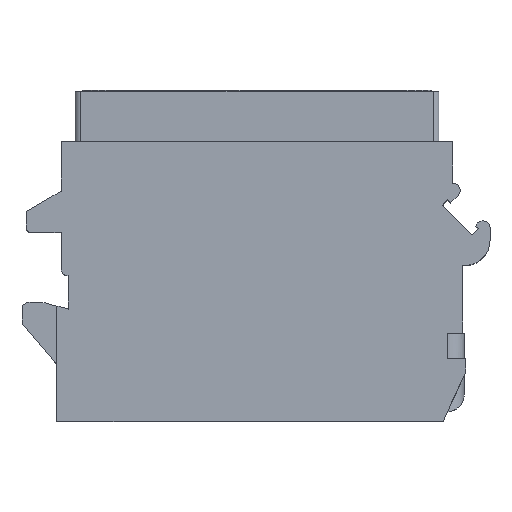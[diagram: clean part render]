
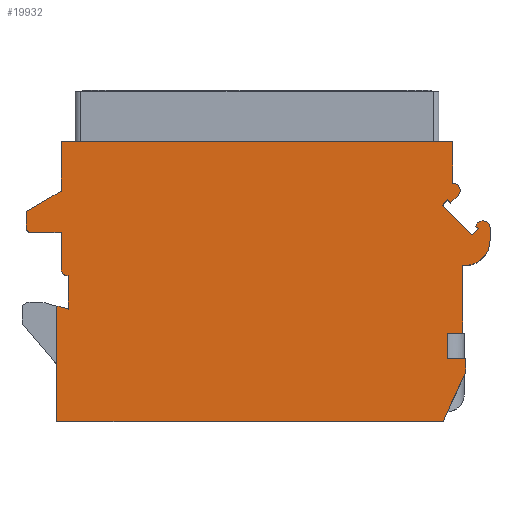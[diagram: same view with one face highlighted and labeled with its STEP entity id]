
A CAD part, top view. The second image highlights one B-rep face of the part: STEP entity #19932.
In plain terms, the highlighted planar face has unit normal (0, 0, 1).
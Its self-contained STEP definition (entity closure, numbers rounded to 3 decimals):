
#1475=DIRECTION('',(-1.,0.,0.));
#1476=VECTOR('',#1475,1.1);
#1477=CARTESIAN_POINT('',(14.7,6.3,7.));
#1478=LINE('',#1477,#1476);
#1479=DIRECTION('',(0.,-1.,0.));
#1480=VECTOR('',#1479,1.8);
#1481=CARTESIAN_POINT('',(13.6,6.3,7.));
#1482=LINE('',#1481,#1480);
#1483=DIRECTION('',(1.,0.,0.));
#1484=VECTOR('',#1483,1.3);
#1485=CARTESIAN_POINT('',(13.6,4.5,7.));
#1486=LINE('',#1485,#1484);
#1487=DIRECTION('',(0.,1.,0.));
#1488=VECTOR('',#1487,1.);
#1489=CARTESIAN_POINT('',(14.9,3.5,7.));
#1490=LINE('',#1489,#1488);
#1491=DIRECTION('',(0.416,0.909,0.));
#1492=VECTOR('',#1491,3.848);
#1493=CARTESIAN_POINT('',(13.3,0.,7.));
#1494=LINE('',#1493,#1492);
#1495=DIRECTION('',(1.,0.,0.));
#1496=VECTOR('',#1495,27.6);
#1497=CARTESIAN_POINT('',(-14.3,0.,7.));
#1498=LINE('',#1497,#1496);
#1499=DIRECTION('',(0.,-1.,0.));
#1500=VECTOR('',#1499,8.232);
#1501=CARTESIAN_POINT('',(-14.3,8.232,7.));
#1502=LINE('',#1501,#1500);
#1503=DIRECTION('',(-0.966,0.259,0.));
#1504=VECTOR('',#1503,0.828);
#1505=CARTESIAN_POINT('',(-13.5,8.018,7.));
#1506=LINE('',#1505,#1504);
#1507=DIRECTION('',(0.,-1.,0.));
#1508=VECTOR('',#1507,2.382);
#1509=CARTESIAN_POINT('',(-13.5,10.4,7.));
#1510=LINE('',#1509,#1508);
#1511=CARTESIAN_POINT('',(-13.5,10.9,7.));
#1512=DIRECTION('',(0.,0.,1.));
#1513=DIRECTION('',(-1.,0.,0.));
#1514=AXIS2_PLACEMENT_3D('',#1511,#1512,#1513);
#1516=DIRECTION('',(0.,-1.,0.));
#1517=VECTOR('',#1516,2.6);
#1518=CARTESIAN_POINT('',(-14.,13.5,7.));
#1519=LINE('',#1518,#1517);
#1520=DIRECTION('',(1.,0.,0.));
#1521=VECTOR('',#1520,2.2);
#1522=CARTESIAN_POINT('',(-16.2,13.5,7.));
#1523=LINE('',#1522,#1521);
#1524=CARTESIAN_POINT('',(-16.2,13.8,7.));
#1525=DIRECTION('',(0.,0.,1.));
#1526=DIRECTION('',(-1.,0.,0.));
#1527=AXIS2_PLACEMENT_3D('',#1524,#1525,#1526);
#1529=DIRECTION('',(0.,-1.,0.));
#1530=VECTOR('',#1529,1.2);
#1531=CARTESIAN_POINT('',(-16.5,15.,7.));
#1532=LINE('',#1531,#1530);
#1533=DIRECTION('',(-0.866,-0.5,0.));
#1534=VECTOR('',#1533,2.887);
#1535=CARTESIAN_POINT('',(-14.,16.443,7.));
#1536=LINE('',#1535,#1534);
#1537=DIRECTION('',(0.,-1.,0.));
#1538=VECTOR('',#1537,3.557);
#1539=CARTESIAN_POINT('',(-14.,20.,7.));
#1540=LINE('',#1539,#1538);
#1541=DIRECTION('',(-1.,0.,0.));
#1542=VECTOR('',#1541,28.);
#1543=CARTESIAN_POINT('',(14.,20.,7.));
#1544=LINE('',#1543,#1542);
#1545=DIRECTION('',(0.,1.,0.));
#1546=VECTOR('',#1545,3.);
#1547=CARTESIAN_POINT('',(14.,17.,7.));
#1548=LINE('',#1547,#1546);
#1549=DIRECTION('',(-1.,0.,0.));
#1550=VECTOR('',#1549,0.01);
#1551=CARTESIAN_POINT('',(14.01,17.,7.));
#1552=LINE('',#1551,#1550);
#1553=CARTESIAN_POINT('',(14.01,16.5,7.));
#1554=DIRECTION('',(0.,0.,1.));
#1555=DIRECTION('',(0.718,-0.696,0.));
#1556=AXIS2_PLACEMENT_3D('',#1553,#1554,#1555);
#1558=DIRECTION('',(0.696,0.718,0.));
#1559=VECTOR('',#1558,0.738);
#1560=CARTESIAN_POINT('',(13.856,15.622,7.));
#1561=LINE('',#1560,#1559);
#1562=DIRECTION('',(0.718,-0.696,0.));
#1563=VECTOR('',#1562,0.3);
#1564=CARTESIAN_POINT('',(13.64,15.831,7.));
#1565=LINE('',#1564,#1563);
#1566=DIRECTION('',(0.696,0.718,0.));
#1567=VECTOR('',#1566,0.6);
#1568=CARTESIAN_POINT('',(13.223,15.4,7.));
#1569=LINE('',#1568,#1567);
#1570=DIRECTION('',(-0.718,0.696,0.));
#1571=VECTOR('',#1570,3.);
#1572=CARTESIAN_POINT('',(15.378,13.313,7.));
#1573=LINE('',#1572,#1571);
#1574=DIRECTION('',(-0.696,-0.718,0.));
#1575=VECTOR('',#1574,0.6);
#1576=CARTESIAN_POINT('',(15.795,13.744,7.));
#1577=LINE('',#1576,#1575);
#1578=DIRECTION('',(0.718,-0.696,0.));
#1579=VECTOR('',#1578,0.3);
#1580=CARTESIAN_POINT('',(15.58,13.953,7.));
#1581=LINE('',#1580,#1579);
#1582=DIRECTION('',(-0.696,-0.718,0.));
#1583=VECTOR('',#1582,0.303);
#1584=CARTESIAN_POINT('',(15.791,14.17,7.));
#1585=LINE('',#1584,#1583);
#1586=CARTESIAN_POINT('',(16.15,13.822,7.));
#1587=DIRECTION('',(0.,0.,1.));
#1588=DIRECTION('',(1.,0.,0.));
#1589=AXIS2_PLACEMENT_3D('',#1586,#1587,#1588);
#1591=DIRECTION('',(0.,1.,0.));
#1592=VECTOR('',#1591,0.893);
#1593=CARTESIAN_POINT('',(16.65,12.93,7.));
#1594=LINE('',#1593,#1592);
#1595=CARTESIAN_POINT('',(14.85,12.93,7.));
#1596=DIRECTION('',(0.,0.,1.));
#1597=DIRECTION('',(-0.083,-0.997,0.));
#1598=AXIS2_PLACEMENT_3D('',#1595,#1596,#1597);
#1600=DIRECTION('',(0.,1.,0.));
#1601=VECTOR('',#1600,4.836);
#1602=CARTESIAN_POINT('',(14.7,6.3,7.));
#1603=LINE('',#1602,#1601);
#15472=CARTESIAN_POINT('',(-14.,20.,7.));
#15473=CARTESIAN_POINT('',(-14.,16.443,7.));
#15474=VERTEX_POINT('',#15472);
#15475=VERTEX_POINT('',#15473);
#15476=CARTESIAN_POINT('',(-16.5,15.,7.));
#15477=VERTEX_POINT('',#15476);
#15478=CARTESIAN_POINT('',(-16.5,13.8,7.));
#15479=VERTEX_POINT('',#15478);
#15480=CARTESIAN_POINT('',(-16.2,13.5,7.));
#15481=VERTEX_POINT('',#15480);
#15482=CARTESIAN_POINT('',(-14.,13.5,7.));
#15483=VERTEX_POINT('',#15482);
#15484=CARTESIAN_POINT('',(-14.,10.9,7.));
#15485=VERTEX_POINT('',#15484);
#15486=CARTESIAN_POINT('',(-13.5,10.4,7.));
#15487=VERTEX_POINT('',#15486);
#15488=CARTESIAN_POINT('',(-13.5,8.018,7.));
#15489=VERTEX_POINT('',#15488);
#15490=CARTESIAN_POINT('',(-14.3,8.232,7.));
#15491=VERTEX_POINT('',#15490);
#15492=CARTESIAN_POINT('',(-14.3,0.,7.));
#15493=VERTEX_POINT('',#15492);
#15494=CARTESIAN_POINT('',(13.3,0.,7.));
#15495=VERTEX_POINT('',#15494);
#15496=CARTESIAN_POINT('',(14.9,3.5,7.));
#15497=VERTEX_POINT('',#15496);
#15498=CARTESIAN_POINT('',(14.7,11.136,7.));
#15499=CARTESIAN_POINT('',(16.65,12.93,7.));
#15500=VERTEX_POINT('',#15498);
#15501=VERTEX_POINT('',#15499);
#15502=CARTESIAN_POINT('',(16.65,13.822,7.));
#15503=VERTEX_POINT('',#15502);
#15504=CARTESIAN_POINT('',(15.791,14.17,7.));
#15505=VERTEX_POINT('',#15504);
#15506=CARTESIAN_POINT('',(15.58,13.953,7.));
#15507=VERTEX_POINT('',#15506);
#15508=CARTESIAN_POINT('',(15.795,13.744,7.));
#15509=VERTEX_POINT('',#15508);
#15510=CARTESIAN_POINT('',(15.378,13.313,7.));
#15511=VERTEX_POINT('',#15510);
#15512=CARTESIAN_POINT('',(13.223,15.4,7.));
#15513=VERTEX_POINT('',#15512);
#15514=CARTESIAN_POINT('',(13.64,15.831,7.));
#15515=VERTEX_POINT('',#15514);
#15516=CARTESIAN_POINT('',(13.856,15.622,7.));
#15517=VERTEX_POINT('',#15516);
#15518=CARTESIAN_POINT('',(14.369,16.152,7.));
#15519=VERTEX_POINT('',#15518);
#15520=CARTESIAN_POINT('',(14.01,17.,7.));
#15521=VERTEX_POINT('',#15520);
#15522=CARTESIAN_POINT('',(14.,17.,7.));
#15523=VERTEX_POINT('',#15522);
#15524=CARTESIAN_POINT('',(14.,20.,7.));
#15525=VERTEX_POINT('',#15524);
#15558=CARTESIAN_POINT('',(14.7,6.3,7.));
#15559=CARTESIAN_POINT('',(13.6,6.3,7.));
#15560=VERTEX_POINT('',#15558);
#15561=VERTEX_POINT('',#15559);
#15562=CARTESIAN_POINT('',(13.6,4.5,7.));
#15563=VERTEX_POINT('',#15562);
#15564=CARTESIAN_POINT('',(14.9,4.5,7.));
#15565=VERTEX_POINT('',#15564);
#19880=CARTESIAN_POINT('',(0.,0.,7.));
#19881=DIRECTION('',(0.,0.,1.));
#19882=DIRECTION('',(1.,0.,0.));
#19883=AXIS2_PLACEMENT_3D('',#19880,#19881,#19882);
#19884=PLANE('',#19883);
#19885=ORIENTED_EDGE('',*,*,#19541,.T.);
#19886=ORIENTED_EDGE('',*,*,#19556,.T.);
#19887=ORIENTED_EDGE('',*,*,#19573,.T.);
#19888=ORIENTED_EDGE('',*,*,#19600,.F.);
#19889=ORIENTED_EDGE('',*,*,#19613,.F.);
#19890=ORIENTED_EDGE('',*,*,#19633,.F.);
#19891=ORIENTED_EDGE('',*,*,#19652,.F.);
#19892=ORIENTED_EDGE('',*,*,#19695,.F.);
#19893=ORIENTED_EDGE('',*,*,#19777,.F.);
#19894=ORIENTED_EDGE('',*,*,#19791,.F.);
#19895=ORIENTED_EDGE('',*,*,#19805,.F.);
#19896=ORIENTED_EDGE('',*,*,#19819,.F.);
#19897=ORIENTED_EDGE('',*,*,#19833,.F.);
#19898=ORIENTED_EDGE('',*,*,#19847,.F.);
#19899=ORIENTED_EDGE('',*,*,#19861,.F.);
#19900=ORIENTED_EDGE('',*,*,#19874,.F.);
#19901=ORIENTED_EDGE('',*,*,#19406,.F.);
#19903=ORIENTED_EDGE('',*,*,#19902,.F.);
#19905=ORIENTED_EDGE('',*,*,#19904,.F.);
#19907=ORIENTED_EDGE('',*,*,#19906,.F.);
#19909=ORIENTED_EDGE('',*,*,#19908,.F.);
#19911=ORIENTED_EDGE('',*,*,#19910,.F.);
#19913=ORIENTED_EDGE('',*,*,#19912,.F.);
#19915=ORIENTED_EDGE('',*,*,#19914,.F.);
#19917=ORIENTED_EDGE('',*,*,#19916,.F.);
#19919=ORIENTED_EDGE('',*,*,#19918,.F.);
#19921=ORIENTED_EDGE('',*,*,#19920,.F.);
#19923=ORIENTED_EDGE('',*,*,#19922,.F.);
#19925=ORIENTED_EDGE('',*,*,#19924,.F.);
#19927=ORIENTED_EDGE('',*,*,#19926,.F.);
#19929=ORIENTED_EDGE('',*,*,#19928,.F.);
#19930=EDGE_LOOP('',(#19885,#19886,#19887,#19888,#19889,#19890,#19891,#19892,
#19893,#19894,#19895,#19896,#19897,#19898,#19899,#19900,#19901,#19903,#19905,
#19907,#19909,#19911,#19913,#19915,#19917,#19919,#19921,#19923,#19925,#19927,
#19929));
#19931=FACE_OUTER_BOUND('',#19930,.F.);
#19932=ADVANCED_FACE('',(#19931),#19884,.T.);
#1515=CIRCLE('',#1514,0.5);
#1528=CIRCLE('',#1527,0.3);
#1557=CIRCLE('',#1556,0.5);
#1590=CIRCLE('',#1589,0.5);
#1599=CIRCLE('',#1598,1.8);
#19406=EDGE_CURVE('',#15525,#15474,#1544,.T.);
#19541=EDGE_CURVE('',#15560,#15561,#1478,.T.);
#19556=EDGE_CURVE('',#15561,#15563,#1482,.T.);
#19573=EDGE_CURVE('',#15563,#15565,#1486,.T.);
#19600=EDGE_CURVE('',#15497,#15565,#1490,.T.);
#19613=EDGE_CURVE('',#15495,#15497,#1494,.T.);
#19633=EDGE_CURVE('',#15493,#15495,#1498,.T.);
#19652=EDGE_CURVE('',#15491,#15493,#1502,.T.);
#19695=EDGE_CURVE('',#15489,#15491,#1506,.T.);
#19777=EDGE_CURVE('',#15487,#15489,#1510,.T.);
#19791=EDGE_CURVE('',#15485,#15487,#1515,.T.);
#19805=EDGE_CURVE('',#15483,#15485,#1519,.T.);
#19819=EDGE_CURVE('',#15481,#15483,#1523,.T.);
#19833=EDGE_CURVE('',#15479,#15481,#1528,.T.);
#19847=EDGE_CURVE('',#15477,#15479,#1532,.T.);
#19861=EDGE_CURVE('',#15475,#15477,#1536,.T.);
#19874=EDGE_CURVE('',#15474,#15475,#1540,.T.);
#19902=EDGE_CURVE('',#15523,#15525,#1548,.T.);
#19904=EDGE_CURVE('',#15521,#15523,#1552,.T.);
#19906=EDGE_CURVE('',#15519,#15521,#1557,.T.);
#19908=EDGE_CURVE('',#15517,#15519,#1561,.T.);
#19910=EDGE_CURVE('',#15515,#15517,#1565,.T.);
#19912=EDGE_CURVE('',#15513,#15515,#1569,.T.);
#19914=EDGE_CURVE('',#15511,#15513,#1573,.T.);
#19916=EDGE_CURVE('',#15509,#15511,#1577,.T.);
#19918=EDGE_CURVE('',#15507,#15509,#1581,.T.);
#19920=EDGE_CURVE('',#15505,#15507,#1585,.T.);
#19922=EDGE_CURVE('',#15503,#15505,#1590,.T.);
#19924=EDGE_CURVE('',#15501,#15503,#1594,.T.);
#19926=EDGE_CURVE('',#15500,#15501,#1599,.T.);
#19928=EDGE_CURVE('',#15560,#15500,#1603,.T.);
